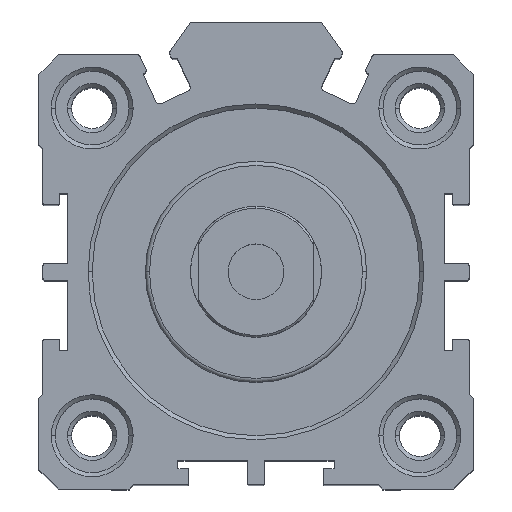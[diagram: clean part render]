
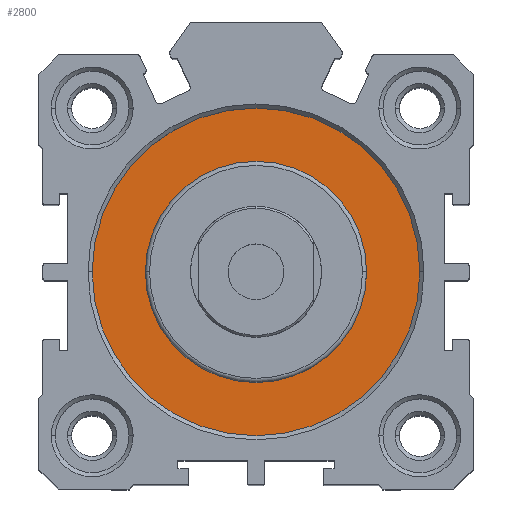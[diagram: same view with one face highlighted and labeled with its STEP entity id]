
A CAD part, top view. The second image highlights one B-rep face of the part: STEP entity #2800.
In plain terms, the highlighted planar face has unit normal (0, 0, 1).
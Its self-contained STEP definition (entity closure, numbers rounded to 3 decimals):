
#117 = CIRCLE ( 'NONE', #5472, 20. ) ;
#196 = DIRECTION ( 'NONE',  ( 0., 0., 1. ) ) ;
#222 = EDGE_LOOP ( 'NONE', ( #469, #3954 ) ) ;
#469 = ORIENTED_EDGE ( 'NONE', *, *, #6732, .T. ) ;
#683 = AXIS2_PLACEMENT_3D ( 'NONE', #3909, #196, #4520 ) ;
#718 = DIRECTION ( 'NONE',  ( 0., 0., 1. ) ) ;
#1255 = DIRECTION ( 'NONE',  ( 0., 0., 1. ) ) ;
#1402 = ORIENTED_EDGE ( 'NONE', *, *, #7958, .F. ) ;
#1430 = CARTESIAN_POINT ( 'NONE',  ( 0., 0., 31.2 ) ) ;
#2372 = CIRCLE ( 'NONE', #3950, 20. ) ;
#2509 = DIRECTION ( 'NONE',  ( 0., 0., 1. ) ) ;
#2800 = ADVANCED_FACE ( 'NONE', ( #3215, #7575 ), #6372, .T. ) ;
#2875 = VERTEX_POINT ( 'NONE', #4632 ) ;
#3089 = AXIS2_PLACEMENT_3D ( 'NONE', #1430, #6990, #3295 ) ;
#3215 = FACE_BOUND ( 'NONE', #5116, .T. ) ;
#3239 = CIRCLE ( 'NONE', #5169, 13.5 ) ;
#3295 = DIRECTION ( 'NONE',  ( 1., 0., 0. ) ) ;
#3390 = ORIENTED_EDGE ( 'NONE', *, *, #6829, .F. ) ;
#3667 = CARTESIAN_POINT ( 'NONE',  ( -13.5, 0., 31.2 ) ) ;
#3909 = CARTESIAN_POINT ( 'NONE',  ( 0., 0., 31.2 ) ) ;
#3950 = AXIS2_PLACEMENT_3D ( 'NONE', #6204, #2509, #6832 ) ;
#3954 = ORIENTED_EDGE ( 'NONE', *, *, #4357, .T. ) ;
#4357 = EDGE_CURVE ( 'NONE', #7766, #2875, #117, .T. ) ;
#4437 = CARTESIAN_POINT ( 'NONE',  ( 0., 0., 31.2 ) ) ;
#4520 = DIRECTION ( 'NONE',  ( 1., 0., 0. ) ) ;
#4632 = CARTESIAN_POINT ( 'NONE',  ( 20., 0., 31.2 ) ) ;
#4936 = CARTESIAN_POINT ( 'NONE',  ( 0., 0., 31.2 ) ) ;
#5034 = DIRECTION ( 'NONE',  ( 1., 0., 0. ) ) ;
#5085 = CIRCLE ( 'NONE', #683, 13.5 ) ;
#5116 = EDGE_LOOP ( 'NONE', ( #1402, #3390 ) ) ;
#5169 = AXIS2_PLACEMENT_3D ( 'NONE', #4437, #718, #5034 ) ;
#5217 = VERTEX_POINT ( 'NONE', #3667 ) ;
#5279 = VERTEX_POINT ( 'NONE', #6196 ) ;
#5472 = AXIS2_PLACEMENT_3D ( 'NONE', #4936, #1255, #5558 ) ;
#5558 = DIRECTION ( 'NONE',  ( 1., 0., 0. ) ) ;
#6142 = CARTESIAN_POINT ( 'NONE',  ( -20., 0., 31.2 ) ) ;
#6196 = CARTESIAN_POINT ( 'NONE',  ( 13.5, 0., 31.2 ) ) ;
#6204 = CARTESIAN_POINT ( 'NONE',  ( 0., 0., 31.2 ) ) ;
#6372 = PLANE ( 'NONE',  #3089 ) ;
#6732 = EDGE_CURVE ( 'NONE', #2875, #7766, #2372, .T. ) ;
#6829 = EDGE_CURVE ( 'NONE', #5279, #5217, #3239, .T. ) ;
#6832 = DIRECTION ( 'NONE',  ( 1., 0., 0. ) ) ;
#6990 = DIRECTION ( 'NONE',  ( 0., 0., 1. ) ) ;
#7575 = FACE_OUTER_BOUND ( 'NONE', #222, .T. ) ;
#7766 = VERTEX_POINT ( 'NONE', #6142 ) ;
#7958 = EDGE_CURVE ( 'NONE', #5217, #5279, #5085, .T. ) ;
